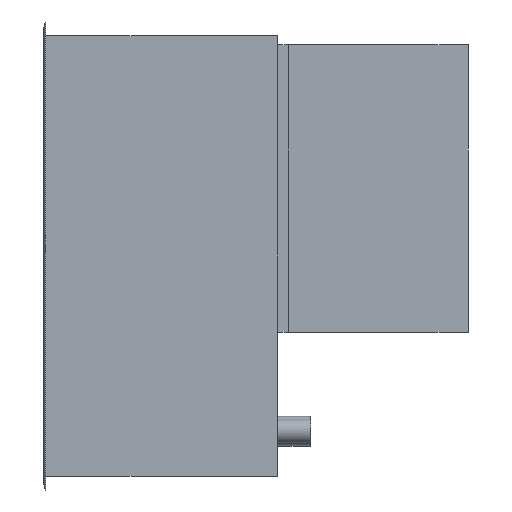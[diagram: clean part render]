
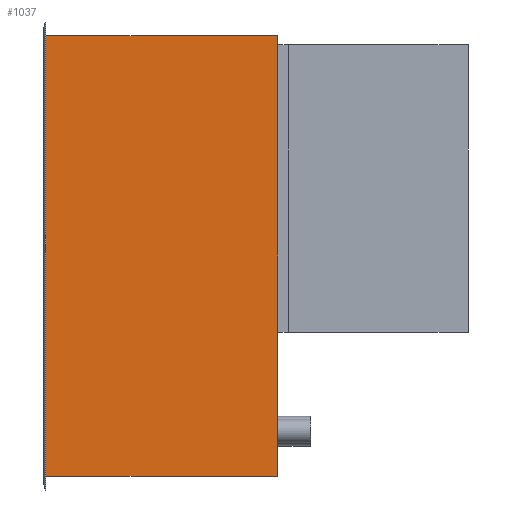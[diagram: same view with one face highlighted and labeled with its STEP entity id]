
A CAD part, left-side view. The second image highlights one B-rep face of the part: STEP entity #1037.
In plain terms, the highlighted planar face has unit normal (-1, 0, 0).
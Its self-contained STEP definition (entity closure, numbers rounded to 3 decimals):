
#83=FACE_OUTER_BOUND('',#145,.T.);
#145=EDGE_LOOP('',(#843,#844,#845,#846));
#261=LINE('',#1632,#391);
#262=LINE('',#1635,#392);
#263=LINE('',#1637,#393);
#264=LINE('',#1638,#394);
#391=VECTOR('',#1344,10.);
#392=VECTOR('',#1347,10.);
#393=VECTOR('',#1348,10.);
#394=VECTOR('',#1349,10.);
#497=VERTEX_POINT('',#1628);
#498=VERTEX_POINT('',#1630);
#499=VERTEX_POINT('',#1634);
#500=VERTEX_POINT('',#1636);
#621=EDGE_CURVE('',#497,#498,#261,.T.);
#622=EDGE_CURVE('',#499,#497,#262,.T.);
#623=EDGE_CURVE('',#500,#498,#263,.T.);
#624=EDGE_CURVE('',#499,#500,#264,.T.);
#843=ORIENTED_EDGE('',*,*,#622,.T.);
#844=ORIENTED_EDGE('',*,*,#621,.T.);
#845=ORIENTED_EDGE('',*,*,#623,.F.);
#846=ORIENTED_EDGE('',*,*,#624,.F.);
#976=PLANE('',#1130);
#1037=ADVANCED_FACE('',(#83),#976,.T.);
#1130=AXIS2_PLACEMENT_3D('',#1633,#1345,#1346);
#1344=DIRECTION('',(0.,1.,0.));
#1345=DIRECTION('center_axis',(-1.,0.,0.));
#1346=DIRECTION('ref_axis',(0.,0.,1.));
#1347=DIRECTION('',(0.,0.,1.));
#1348=DIRECTION('',(0.,0.,1.));
#1349=DIRECTION('',(0.,1.,0.));
#1628=CARTESIAN_POINT('',(-237.5,0.,367.5));
#1630=CARTESIAN_POINT('',(-237.5,387.,367.5));
#1632=CARTESIAN_POINT('',(-237.5,0.,367.5));
#1633=CARTESIAN_POINT('Origin',(-237.5,0.,-367.5));
#1634=CARTESIAN_POINT('',(-237.5,0.,-367.5));
#1635=CARTESIAN_POINT('',(-237.5,0.,-367.5));
#1636=CARTESIAN_POINT('',(-237.5,387.,-367.5));
#1637=CARTESIAN_POINT('',(-237.5,387.,-367.5));
#1638=CARTESIAN_POINT('',(-237.5,0.,-367.5));
